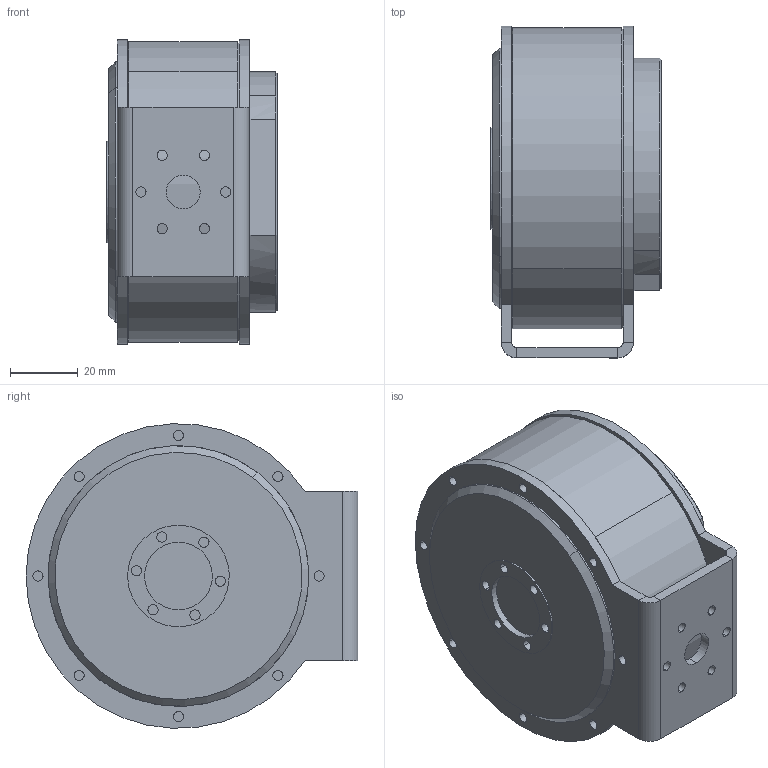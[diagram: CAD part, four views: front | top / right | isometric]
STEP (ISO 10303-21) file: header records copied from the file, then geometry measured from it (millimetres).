
FILE_DESCRIPTION (( 'STEP AP214' ), '1' );
FILE_NAME ('tail_roll.STEP', '2025-05-06T14:10:08', ( '' ), ( '' ), 'SwSTEP 2.0', 'SolidWorks 2024', '' );
FILE_SCHEMA (( 'AUTOMOTIVE_DESIGN' ));
Length unit declared in the file: millimetre
Products named in the file (3): tail_interface_roll; tail_roll; ak70-10
Assembly tree (2 placements, depth 2):
  tail_roll
    ak70-10
    tail_interface_roll
Bounding box: 50.25 x 98 x 89.93 mm (x, y, z)
Volume: 290209.3 mm3; surface area: 41776.7 mm2
Topology: 2 solids, 2 shells, 167 faces, 385 edges, 248 vertices
Faces by surface type: cylinder 111, plane 47, cone 9
Entity records: 5016 total; most frequent: DIRECTION 960, CARTESIAN_POINT 813, ORIENTED_EDGE 770, AXIS2_PLACEMENT_3D 405, EDGE_CURVE 385, VERTEX_POINT 248, EDGE_LOOP 243, CIRCLE 233
